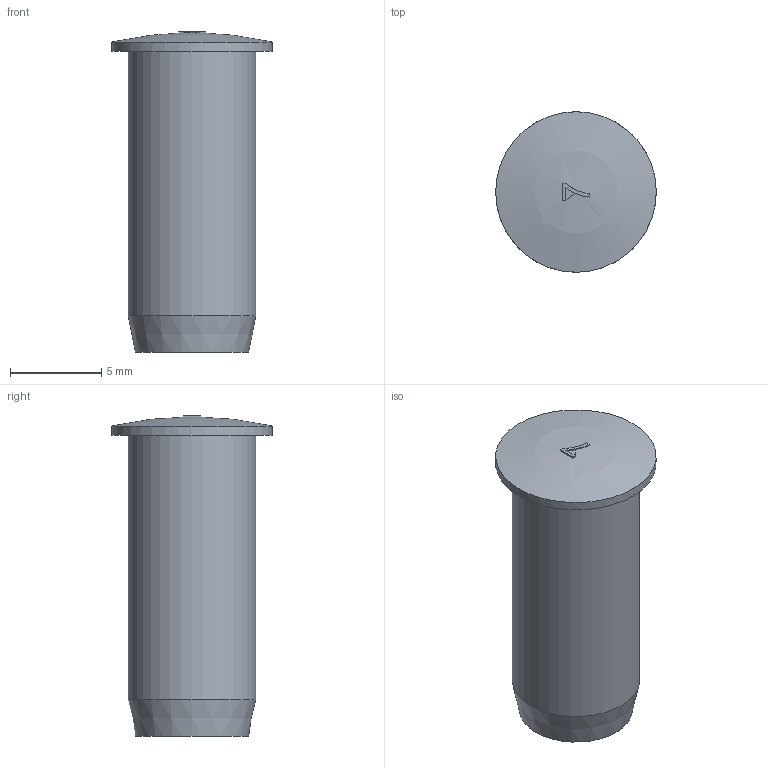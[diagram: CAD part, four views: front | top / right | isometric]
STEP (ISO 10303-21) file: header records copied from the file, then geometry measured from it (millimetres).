
FILE_DESCRIPTION(/* description */ (''),/* implementation_level */ '2;1');
FILE_NAME(/* name */ '28786_7_KDS_KES-VS_7.stp',/* time_stamp */ '2020-04-16T11:04:30+02:00',/* author */ (''),/* organization */ (''),/* preprocessor_version */ 'ST-DEVELOPER v16.7',/* originating_system */ 'SIEMENS PLM Software NX 12.0',/* authorisation */ '');
FILE_SCHEMA (('AUTOMOTIVE_DESIGN { 1 0 10303 214 3 1 1 1 }'));
Length unit declared in the file: millimetre
Products named in the file (1): 28786_7_KDS_KES-VS_7
Bounding box: 8.8 x 8.8 x 17.56 mm (x, y, z)
Volume: 464.9 mm3; surface area: 696.8 mm2
Topology: 1 solids, 1 shells, 19 faces, 43 edges, 28 vertices
Faces by surface type: plane 9, extrusion 4, cylinder 3, sphere 2, cone 1
Full cylindrical faces by diameter (mm): 4 x1, 7 x1, 8.8 x1
Entity records: 549 total; most frequent: CARTESIAN_POINT 163, ORIENTED_EDGE 68, DIRECTION 67, EDGE_CURVE 34, AXIS2_PLACEMENT_3D 27, EDGE_LOOP 25, VERTEX_POINT 25, ADVANCED_FACE 18
